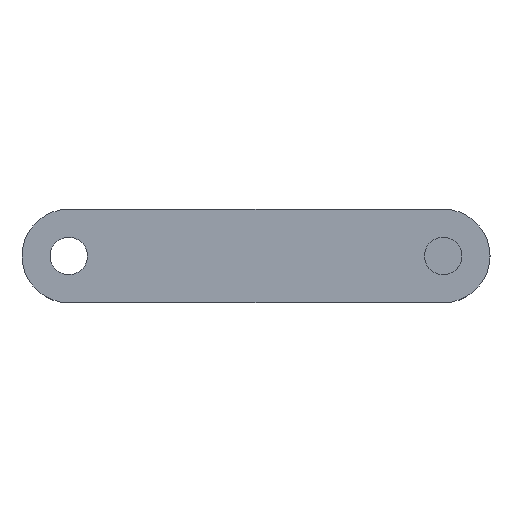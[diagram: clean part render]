
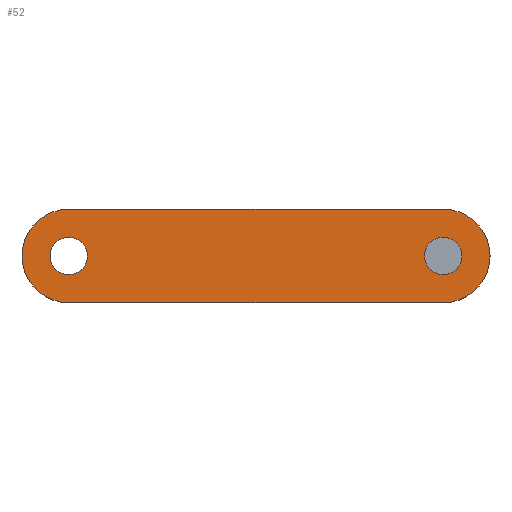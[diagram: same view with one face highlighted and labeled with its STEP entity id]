
A CAD part, top view. The second image highlights one B-rep face of the part: STEP entity #52.
In plain terms, the highlighted planar face has unit normal (0, 0, 1).
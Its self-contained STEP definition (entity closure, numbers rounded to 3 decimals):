
#4 = CIRCLE ( 'NONE', #366, 15. ) ;
#7 = EDGE_CURVE ( 'NONE', #163, #294, #39, .T. ) ;
#15 = DIRECTION ( 'NONE',  ( 1., 0., 0. ) ) ;
#20 = ORIENTED_EDGE ( 'NONE', *, *, #7, .F. ) ;
#27 = CARTESIAN_POINT ( 'NONE',  ( 120., 15., 10. ) ) ;
#29 = CARTESIAN_POINT ( 'NONE',  ( 0., 0., 10. ) ) ;
#31 = CARTESIAN_POINT ( 'NONE',  ( 0., -15., 10. ) ) ;
#39 = CIRCLE ( 'NONE', #116, 6. ) ;
#45 = CARTESIAN_POINT ( 'NONE',  ( -15., 0., 10. ) ) ;
#47 = EDGE_CURVE ( 'NONE', #406, #73, #257, .T. ) ;
#52 = ADVANCED_FACE ( 'NONE', ( #186, #264, #174 ), #393, .T. ) ;
#58 = VERTEX_POINT ( 'NONE', #212 ) ;
#64 = DIRECTION ( 'NONE',  ( 0., 0., 1. ) ) ;
#73 = VERTEX_POINT ( 'NONE', #218 ) ;
#75 = CIRCLE ( 'NONE', #148, 15. ) ;
#76 = CARTESIAN_POINT ( 'NONE',  ( 120., 0., 10. ) ) ;
#84 = VERTEX_POINT ( 'NONE', #27 ) ;
#98 = DIRECTION ( 'NONE',  ( 1., 0., 0. ) ) ;
#100 = CARTESIAN_POINT ( 'NONE',  ( 0., 15., 10. ) ) ;
#112 = CARTESIAN_POINT ( 'NONE',  ( 0., -15., 10. ) ) ;
#113 = DIRECTION ( 'NONE',  ( 0., 0., 1. ) ) ;
#116 = AXIS2_PLACEMENT_3D ( 'NONE', #123, #120, #380 ) ;
#117 = CARTESIAN_POINT ( 'NONE',  ( 126., 0., 10. ) ) ;
#120 = DIRECTION ( 'NONE',  ( 0., 0., 1. ) ) ;
#123 = CARTESIAN_POINT ( 'NONE',  ( 0., 0., 10. ) ) ;
#132 = DIRECTION ( 'NONE',  ( 0., 0., 1. ) ) ;
#133 = CARTESIAN_POINT ( 'NONE',  ( 0., 0., 10. ) ) ;
#135 = DIRECTION ( 'NONE',  ( 1., 0., 0. ) ) ;
#140 = EDGE_CURVE ( 'NONE', #294, #163, #333, .T. ) ;
#143 = VERTEX_POINT ( 'NONE', #256 ) ;
#144 = AXIS2_PLACEMENT_3D ( 'NONE', #133, #289, #197 ) ;
#145 = ORIENTED_EDGE ( 'NONE', *, *, #173, .T. ) ;
#148 = AXIS2_PLACEMENT_3D ( 'NONE', #76, #113, #15 ) ;
#163 = VERTEX_POINT ( 'NONE', #358 ) ;
#165 = EDGE_CURVE ( 'NONE', #58, #367, #4, .T. ) ;
#166 = CARTESIAN_POINT ( 'NONE',  ( 0., 0., 10. ) ) ;
#167 = DIRECTION ( 'NONE',  ( 0., 0., 1. ) ) ;
#173 = EDGE_CURVE ( 'NONE', #84, #58, #190, .T. ) ;
#174 = FACE_BOUND ( 'NONE', #298, .T. ) ;
#184 = EDGE_CURVE ( 'NONE', #367, #322, #239, .T. ) ;
#186 = FACE_BOUND ( 'NONE', #227, .T. ) ;
#190 = LINE ( 'NONE', #100, #412 ) ;
#197 = DIRECTION ( 'NONE',  ( 1., 0., 0. ) ) ;
#203 = ORIENTED_EDGE ( 'NONE', *, *, #321, .T. ) ;
#212 = CARTESIAN_POINT ( 'NONE',  ( 0., 15., 10. ) ) ;
#218 = CARTESIAN_POINT ( 'NONE',  ( 114., 0., 10. ) ) ;
#227 = EDGE_LOOP ( 'NONE', ( #409, #426 ) ) ;
#230 = AXIS2_PLACEMENT_3D ( 'NONE', #166, #64, #135 ) ;
#239 = CIRCLE ( 'NONE', #144, 15. ) ;
#242 = DIRECTION ( 'NONE',  ( 0., 0., 1. ) ) ;
#250 = DIRECTION ( 'NONE',  ( -1., 0., 0. ) ) ;
#251 = LINE ( 'NONE', #31, #324 ) ;
#252 = ORIENTED_EDGE ( 'NONE', *, *, #165, .T. ) ;
#253 = AXIS2_PLACEMENT_3D ( 'NONE', #317, #132, #359 ) ;
#256 = CARTESIAN_POINT ( 'NONE',  ( 120., -15., 10. ) ) ;
#257 = CIRCLE ( 'NONE', #253, 6. ) ;
#264 = FACE_OUTER_BOUND ( 'NONE', #274, .T. ) ;
#265 = EDGE_CURVE ( 'NONE', #322, #143, #251, .T. ) ;
#267 = DIRECTION ( 'NONE',  ( 1., 0., 0. ) ) ;
#274 = EDGE_LOOP ( 'NONE', ( #252, #356, #306, #203, #145 ) ) ;
#285 = DIRECTION ( 'NONE',  ( 1., 0., 0. ) ) ;
#289 = DIRECTION ( 'NONE',  ( 0., 0., 1. ) ) ;
#294 = VERTEX_POINT ( 'NONE', #344 ) ;
#296 = CIRCLE ( 'NONE', #407, 6. ) ;
#298 = EDGE_LOOP ( 'NONE', ( #319, #20 ) ) ;
#306 = ORIENTED_EDGE ( 'NONE', *, *, #265, .T. ) ;
#317 = CARTESIAN_POINT ( 'NONE',  ( 120., 0., 10. ) ) ;
#319 = ORIENTED_EDGE ( 'NONE', *, *, #140, .F. ) ;
#321 = EDGE_CURVE ( 'NONE', #143, #84, #75, .T. ) ;
#322 = VERTEX_POINT ( 'NONE', #112 ) ;
#324 = VECTOR ( 'NONE', #430, 1000. ) ;
#333 = CIRCLE ( 'NONE', #345, 6. ) ;
#341 = CARTESIAN_POINT ( 'NONE',  ( 120., 0., 10. ) ) ;
#344 = CARTESIAN_POINT ( 'NONE',  ( -6., 0., 10. ) ) ;
#345 = AXIS2_PLACEMENT_3D ( 'NONE', #362, #428, #285 ) ;
#354 = EDGE_CURVE ( 'NONE', #73, #406, #296, .T. ) ;
#356 = ORIENTED_EDGE ( 'NONE', *, *, #184, .T. ) ;
#358 = CARTESIAN_POINT ( 'NONE',  ( 6., 0., 10. ) ) ;
#359 = DIRECTION ( 'NONE',  ( 1., 0., 0. ) ) ;
#362 = CARTESIAN_POINT ( 'NONE',  ( 0., 0., 10. ) ) ;
#366 = AXIS2_PLACEMENT_3D ( 'NONE', #29, #167, #98 ) ;
#367 = VERTEX_POINT ( 'NONE', #45 ) ;
#380 = DIRECTION ( 'NONE',  ( 1., 0., 0. ) ) ;
#393 = PLANE ( 'NONE',  #230 ) ;
#406 = VERTEX_POINT ( 'NONE', #117 ) ;
#407 = AXIS2_PLACEMENT_3D ( 'NONE', #341, #242, #267 ) ;
#409 = ORIENTED_EDGE ( 'NONE', *, *, #354, .F. ) ;
#412 = VECTOR ( 'NONE', #250, 1000. ) ;
#426 = ORIENTED_EDGE ( 'NONE', *, *, #47, .F. ) ;
#428 = DIRECTION ( 'NONE',  ( 0., 0., 1. ) ) ;
#430 = DIRECTION ( 'NONE',  ( 1., 0., 0. ) ) ;
